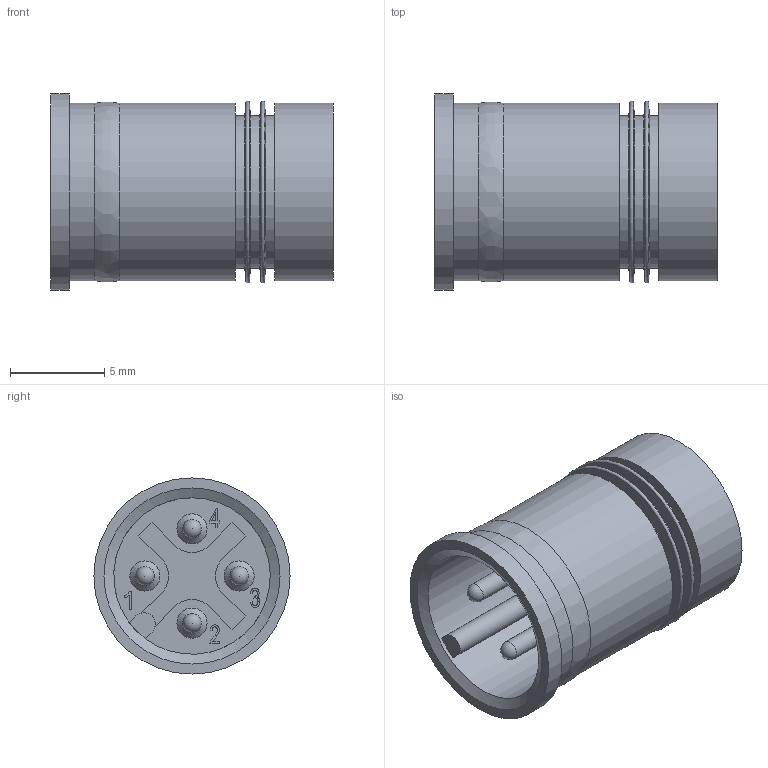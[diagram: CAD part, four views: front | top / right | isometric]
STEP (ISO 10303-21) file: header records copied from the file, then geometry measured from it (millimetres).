
FILE_DESCRIPTION(/* description */ (''),/* implementation_level */ '2;1');
FILE_NAME(/* name */ '09-0431-70-04_001_00.stp',/* time_stamp */ '2014-09-16T08:43:43+02:00',/* author */ (''),/* organization */ (''),/* preprocessor_version */ 'ST-DEVELOPER v14',/* originating_system */ 'SIEMENS PLM Software NX 8.0',/* authorisation */ '');
FILE_SCHEMA (('AUTOMOTIVE_DESIGN { 1 0 10303 214 3 1 1 1 }'));
Length unit declared in the file: millimetre
Products named in the file (1): sach11B0E7E0zckl
Bounding box: 15 x 10.4 x 10.4 mm (x, y, z)
Volume: 430.1 mm3; surface area: 1200.7 mm2
Topology: 1 solids, 1 shells, 211 faces, 564 edges, 375 vertices
Faces by surface type: plane 107, extrusion 50, cylinder 34, cone 13, sphere 4, torus 2, bspline 1
Full cylindrical faces by diameter (mm): 0.77 x4, 1 x4, 1.05 x4, 8 x1, 8.1 x3, 8.3 x1, 9.4 x3, 10.4 x1
Entity records: 6973 total; most frequent: CARTESIAN_POINT 2301, ORIENTED_EDGE 980, DIRECTION 778, EDGE_CURVE 490, VERTEX_POINT 342, VECTOR 304, EDGE_LOOP 272, LINE 254
